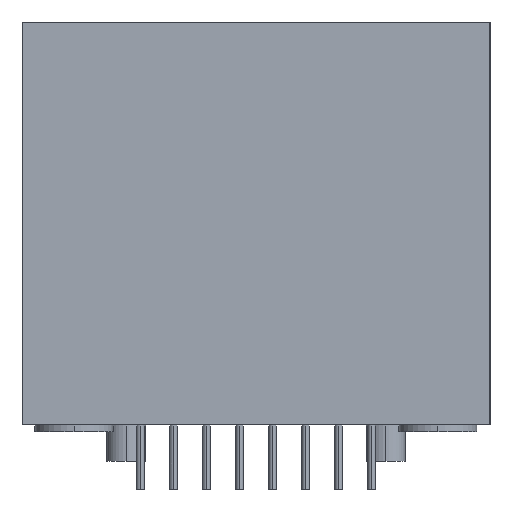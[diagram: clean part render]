
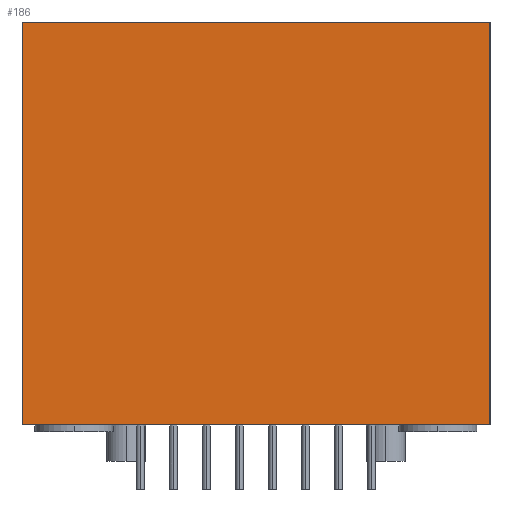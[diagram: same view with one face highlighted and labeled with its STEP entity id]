
A CAD part, left-side view. The second image highlights one B-rep face of the part: STEP entity #186.
In plain terms, the highlighted planar face has unit normal (-1, 0, 0).
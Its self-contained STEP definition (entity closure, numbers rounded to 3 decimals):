
#30 = DIRECTION ( 'NONE',  ( 0., -1., 0. ) ) ;
#60 = CARTESIAN_POINT ( 'NONE',  ( -10., 9., 15.75 ) ) ;
#154 = DIRECTION ( 'NONE',  ( 0., 0., -1. ) ) ;
#186 = ADVANCED_FACE ( 'NONE', ( #1752 ), #2380, .F. ) ;
#251 = VECTOR ( 'NONE', #2693, 1000. ) ;
#259 = CARTESIAN_POINT ( 'NONE',  ( -10., 9., 0.25 ) ) ;
#302 = LINE ( 'NONE', #2294, #651 ) ;
#401 = ORIENTED_EDGE ( 'NONE', *, *, #1181, .T. ) ;
#487 = LINE ( 'NONE', #259, #2152 ) ;
#518 = VERTEX_POINT ( 'NONE', #2812 ) ;
#611 = EDGE_LOOP ( 'NONE', ( #401, #1772, #2919, #2650 ) ) ;
#618 = CARTESIAN_POINT ( 'NONE',  ( -10., 9., 15.75 ) ) ;
#651 = VECTOR ( 'NONE', #2119, 1000. ) ;
#1029 = AXIS2_PLACEMENT_3D ( 'NONE', #618, #2833, #154 ) ;
#1104 = LINE ( 'NONE', #1998, #251 ) ;
#1150 = EDGE_CURVE ( 'NONE', #518, #2431, #487, .T. ) ;
#1181 = EDGE_CURVE ( 'NONE', #2431, #1492, #302, .T. ) ;
#1474 = EDGE_CURVE ( 'NONE', #518, #2651, #1104, .T. ) ;
#1485 = VECTOR ( 'NONE', #2810, 1000. ) ;
#1492 = VERTEX_POINT ( 'NONE', #2678 ) ;
#1495 = LINE ( 'NONE', #1936, #1485 ) ;
#1752 = FACE_OUTER_BOUND ( 'NONE', #611, .T. ) ;
#1772 = ORIENTED_EDGE ( 'NONE', *, *, #2123, .F. ) ;
#1936 = CARTESIAN_POINT ( 'NONE',  ( -10., 9., 15.75 ) ) ;
#1973 = CARTESIAN_POINT ( 'NONE',  ( -10., -9., 0.25 ) ) ;
#1998 = CARTESIAN_POINT ( 'NONE',  ( -10., 9., 15.75 ) ) ;
#2119 = DIRECTION ( 'NONE',  ( 0., 0., 1. ) ) ;
#2123 = EDGE_CURVE ( 'NONE', #2651, #1492, #1495, .T. ) ;
#2152 = VECTOR ( 'NONE', #30, 1000. ) ;
#2294 = CARTESIAN_POINT ( 'NONE',  ( -10., -9., 15.75 ) ) ;
#2380 = PLANE ( 'NONE',  #1029 ) ;
#2431 = VERTEX_POINT ( 'NONE', #1973 ) ;
#2650 = ORIENTED_EDGE ( 'NONE', *, *, #1150, .T. ) ;
#2651 = VERTEX_POINT ( 'NONE', #60 ) ;
#2678 = CARTESIAN_POINT ( 'NONE',  ( -10., -9., 15.75 ) ) ;
#2693 = DIRECTION ( 'NONE',  ( 0., 0., 1. ) ) ;
#2810 = DIRECTION ( 'NONE',  ( 0., -1., 0. ) ) ;
#2812 = CARTESIAN_POINT ( 'NONE',  ( -10., 9., 0.25 ) ) ;
#2833 = DIRECTION ( 'NONE',  ( 1., 0., 0. ) ) ;
#2919 = ORIENTED_EDGE ( 'NONE', *, *, #1474, .F. ) ;
